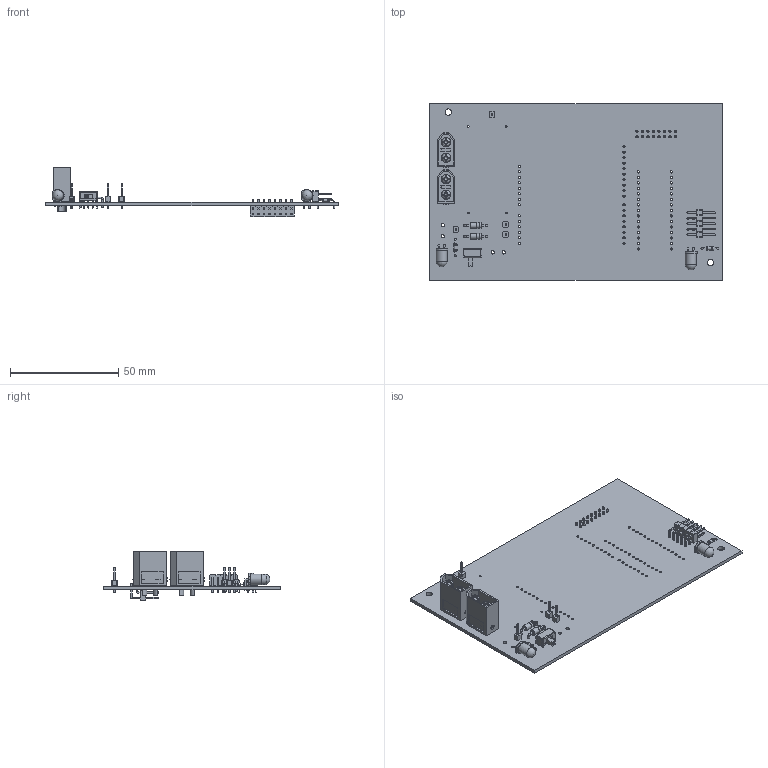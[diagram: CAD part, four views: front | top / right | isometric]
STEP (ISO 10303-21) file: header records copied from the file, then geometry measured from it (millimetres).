
FILE_DESCRIPTION(('KiCad electronic assembly'),'2;1');
FILE_NAME('tonto el que lee (NAADA).step','2024-08-20T22:51:49',( 'Pcbnew'),('Kicad'),'Open CASCADE STEP processor 7.7', 'KiCad to STEP converter','Unknown');
FILE_SCHEMA(('AUTOMOTIVE_DESIGN { 1 0 10303 214 1 1 1 1 }'));
Length unit declared in the file: millimetre
Products named in the file (18): tonto el que lee (NAADA) 1; LED_D5.0mm_Horizontal_O1.27mm_Z3.0mm; D_DO-41_SOD81_P10.16mm_Horizontal; R_Axial_DIN0204_L3.6mm_D1.6mm_P7.62mm_Horizontal; R_Axial_DIN0204_L36mm_D16mm_P762mm_Horizontal; PinHeader_1x01_P2.54mm_Vertical; PinHeader_1x01_P254mm_Vertical; AMASS_XT60-M_1x02_P7.2mm_Vertical; XT60 male v9; PinHeader_2x05_P2.54mm_Horizontal; PinHeader_2x05_P254mm_Horizontal; SW_Slide_SPDT_Angled_CK_OS102011MA1Q; PinHeader_2x08_P2.54mm_Horizontal; PinHeader_2x08_P254mm_Horizontal; tonto el que lee (NAADA)_PCB
Assembly tree (24 placements, depth 3):
  tonto el que lee (NAADA) 1
    LED_D5.0mm_Horizontal_O1.27mm_Z3.0mm  x2
      LED_D5.0mm_Horizontal_O1.27mm_Z3.0mm
    D_DO-41_SOD81_P10.16mm_Horizontal  x2
      D_DO-41_SOD81_P10.16mm_Horizontal
    R_Axial_DIN0204_L3.6mm_D1.6mm_P7.62mm_Horizontal  x2
      R_Axial_DIN0204_L36mm_D16mm_P762mm_Horizontal
    PinHeader_1x01_P2.54mm_Vertical  x4
      PinHeader_1x01_P254mm_Vertical
    AMASS_XT60-M_1x02_P7.2mm_Vertical  x2
      XT60 male v9
    PinHeader_2x05_P2.54mm_Horizontal
      PinHeader_2x05_P254mm_Horizontal
    SW_Slide_SPDT_Angled_CK_OS102011MA1Q
      SW_Slide_SPDT_Angled_CK_OS102011MA1Q
    PinHeader_2x08_P2.54mm_Horizontal
      PinHeader_2x08_P254mm_Horizontal
    tonto el que lee (NAADA)_PCB
Bounding box: 135.25 x 81.49 x 22.78 mm (x, y, z)
Volume: 20660 mm3; surface area: 30532.4 mm2
Topology: 25 solids, 25 shells, 1462 faces, 3536 edges, 2212 vertices
Faces by surface type: plane 1181, cylinder 243, bspline 16, torus 12, cone 8, sphere 2
Full cylindrical faces by diameter (mm): 0.5 x8, 0.7 x4, 0.762 x4, 0.8 x8, 0.9 x7, 1 x92, 1.1 x4, 1.44 x2, 1.52 x4, 1.6 x4, 2.7 x4, 2.72 x2, 3 x6, 4.3 x8, 4.5 x4, 5 x2, 6 x4
Entity records: 41668 total; most frequent: CARTESIAN_POINT 6116, ORIENTED_EDGE 5778, DIRECTION 5737, EDGE_CURVE 2889, LINE 2423, VECTOR 2423, VERTEX_POINT 1804, AXIS2_PLACEMENT_3D 1657
